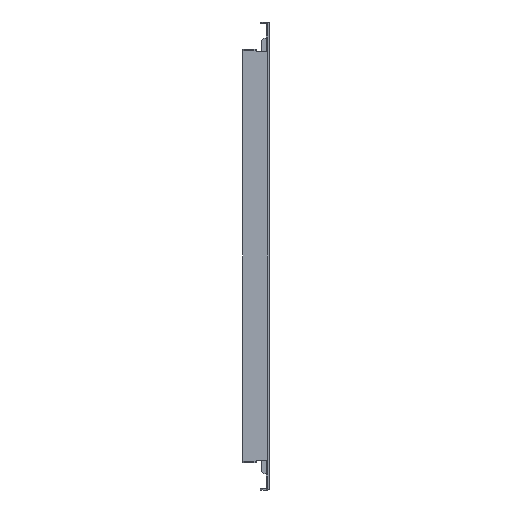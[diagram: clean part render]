
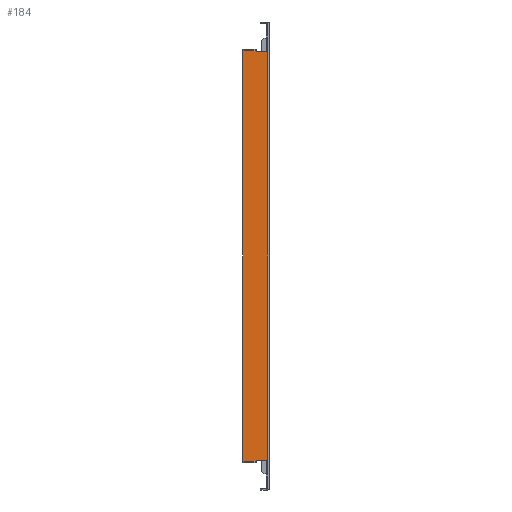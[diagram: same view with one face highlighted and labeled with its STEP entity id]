
A CAD part, left-side view. The second image highlights one B-rep face of the part: STEP entity #184.
In plain terms, the highlighted planar face has unit normal (-1, 0, 0).
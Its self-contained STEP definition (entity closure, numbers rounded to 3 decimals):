
#32 = CARTESIAN_POINT ( 'NONE',  ( -303.3, 1.5, 0. ) ) ;
#47 = VECTOR ( 'NONE', #2487, 1000. ) ;
#67 = LINE ( 'NONE', #323, #47 ) ;
#82 = DIRECTION ( 'NONE',  ( 0., 0., 1. ) ) ;
#83 = VERTEX_POINT ( 'NONE', #431 ) ;
#85 = VECTOR ( 'NONE', #1899, 1000. ) ;
#101 = VECTOR ( 'NONE', #489, 1000. ) ;
#184 = ADVANCED_FACE ( 'NONE', ( #1630 ), #1143, .F. ) ;
#282 = EDGE_CURVE ( 'NONE', #1883, #83, #1871, .T. ) ;
#323 = CARTESIAN_POINT ( 'NONE',  ( -303.3, 4., -239. ) ) ;
#384 = ORIENTED_EDGE ( 'NONE', *, *, #1288, .F. ) ;
#406 = VECTOR ( 'NONE', #2669, 1000. ) ;
#408 = CARTESIAN_POINT ( 'NONE',  ( -303.3, 14.7, 239. ) ) ;
#431 = CARTESIAN_POINT ( 'NONE',  ( -303.3, 14.7, 239. ) ) ;
#452 = DIRECTION ( 'NONE',  ( 0., -1., 0. ) ) ;
#487 = ORIENTED_EDGE ( 'NONE', *, *, #282, .T. ) ;
#489 = DIRECTION ( 'NONE',  ( 0., -1., 0. ) ) ;
#500 = VECTOR ( 'NONE', #82, 1000. ) ;
#573 = VECTOR ( 'NONE', #1144, 1000. ) ;
#594 = VECTOR ( 'NONE', #2200, 1000. ) ;
#608 = VERTEX_POINT ( 'NONE', #1407 ) ;
#676 = VECTOR ( 'NONE', #452, 1000. ) ;
#699 = ORIENTED_EDGE ( 'NONE', *, *, #2561, .T. ) ;
#749 = CARTESIAN_POINT ( 'NONE',  ( -303.3, 4., 239. ) ) ;
#762 = DIRECTION ( 'NONE',  ( 0., -1., 0. ) ) ;
#852 = LINE ( 'NONE', #1796, #573 ) ;
#894 = ORIENTED_EDGE ( 'NONE', *, *, #2257, .T. ) ;
#915 = DIRECTION ( 'NONE',  ( 0., 0., -1. ) ) ;
#930 = DIRECTION ( 'NONE',  ( 0., 1., 0. ) ) ;
#1042 = EDGE_CURVE ( 'NONE', #83, #2262, #2539, .T. ) ;
#1045 = VERTEX_POINT ( 'NONE', #2381 ) ;
#1049 = LINE ( 'NONE', #1994, #406 ) ;
#1072 = VECTOR ( 'NONE', #2574, 1000. ) ;
#1090 = ORIENTED_EDGE ( 'NONE', *, *, #1860, .T. ) ;
#1113 = DIRECTION ( 'NONE',  ( 1., 0., 0. ) ) ;
#1120 = VECTOR ( 'NONE', #762, 1000. ) ;
#1143 = PLANE ( 'NONE',  #2622 ) ;
#1144 = DIRECTION ( 'NONE',  ( 0., 0., -1. ) ) ;
#1149 = EDGE_CURVE ( 'NONE', #2049, #1045, #2142, .T. ) ;
#1162 = LINE ( 'NONE', #2107, #2966 ) ;
#1203 = VERTEX_POINT ( 'NONE', #1279 ) ;
#1243 = CARTESIAN_POINT ( 'NONE',  ( -303.3, 0., 239. ) ) ;
#1277 = ORIENTED_EDGE ( 'NONE', *, *, #1042, .T. ) ;
#1279 = CARTESIAN_POINT ( 'NONE',  ( -303.3, 30.5, -239. ) ) ;
#1288 = EDGE_CURVE ( 'NONE', #1883, #2207, #2894, .T. ) ;
#1320 = ORIENTED_EDGE ( 'NONE', *, *, #3033, .T. ) ;
#1373 = VERTEX_POINT ( 'NONE', #2960 ) ;
#1407 = CARTESIAN_POINT ( 'NONE',  ( -303.3, 30.5, 239. ) ) ;
#1488 = LINE ( 'NONE', #32, #500 ) ;
#1517 = CARTESIAN_POINT ( 'NONE',  ( -303.3, 14.7, -239. ) ) ;
#1570 = CARTESIAN_POINT ( 'NONE',  ( -303.3, 14.7, 240. ) ) ;
#1586 = EDGE_CURVE ( 'NONE', #2262, #2187, #1162, .T. ) ;
#1617 = ORIENTED_EDGE ( 'NONE', *, *, #2512, .T. ) ;
#1630 = FACE_OUTER_BOUND ( 'NONE', #1963, .T. ) ;
#1650 = CARTESIAN_POINT ( 'NONE',  ( -303.3, 30.5, 240. ) ) ;
#1651 = CARTESIAN_POINT ( 'NONE',  ( -303.3, 14.7, 0. ) ) ;
#1796 = CARTESIAN_POINT ( 'NONE',  ( -303.3, 30.5, -239. ) ) ;
#1860 = EDGE_CURVE ( 'NONE', #2049, #1865, #2867, .T. ) ;
#1865 = VERTEX_POINT ( 'NONE', #2371 ) ;
#1871 = LINE ( 'NONE', #2134, #85 ) ;
#1872 = CARTESIAN_POINT ( 'NONE',  ( -303.3, 0., -240. ) ) ;
#1883 = VERTEX_POINT ( 'NONE', #749 ) ;
#1886 = CARTESIAN_POINT ( 'NONE',  ( -303.3, 30.5, -240. ) ) ;
#1899 = DIRECTION ( 'NONE',  ( 0., 1., 0. ) ) ;
#1927 = ORIENTED_EDGE ( 'NONE', *, *, #1586, .T. ) ;
#1963 = EDGE_LOOP ( 'NONE', ( #1090, #699, #1320, #384, #487, #1277, #1927, #3001, #1617, #894, #2880, #2548 ) ) ;
#1994 = CARTESIAN_POINT ( 'NONE',  ( -303.3, 30.5, 0. ) ) ;
#2049 = VERTEX_POINT ( 'NONE', #1517 ) ;
#2090 = DIRECTION ( 'NONE',  ( 0., 1., 0. ) ) ;
#2107 = CARTESIAN_POINT ( 'NONE',  ( -303.3, 0., 240. ) ) ;
#2134 = CARTESIAN_POINT ( 'NONE',  ( -303.3, 0., 239. ) ) ;
#2142 = LINE ( 'NONE', #1651, #2858 ) ;
#2168 = LINE ( 'NONE', #2956, #594 ) ;
#2187 = VERTEX_POINT ( 'NONE', #1650 ) ;
#2200 = DIRECTION ( 'NONE',  ( 0., 0., -1. ) ) ;
#2207 = VERTEX_POINT ( 'NONE', #2614 ) ;
#2257 = EDGE_CURVE ( 'NONE', #1203, #2488, #852, .T. ) ;
#2262 = VERTEX_POINT ( 'NONE', #1570 ) ;
#2371 = CARTESIAN_POINT ( 'NONE',  ( -303.3, 4., -239. ) ) ;
#2381 = CARTESIAN_POINT ( 'NONE',  ( -303.3, 14.7, -240. ) ) ;
#2391 = EDGE_CURVE ( 'NONE', #2488, #1045, #2815, .T. ) ;
#2487 = DIRECTION ( 'NONE',  ( 0., -1., 0. ) ) ;
#2488 = VERTEX_POINT ( 'NONE', #1886 ) ;
#2512 = EDGE_CURVE ( 'NONE', #608, #1203, #2168, .T. ) ;
#2539 = LINE ( 'NONE', #408, #1072 ) ;
#2548 = ORIENTED_EDGE ( 'NONE', *, *, #1149, .F. ) ;
#2561 = EDGE_CURVE ( 'NONE', #1865, #1373, #67, .T. ) ;
#2574 = DIRECTION ( 'NONE',  ( 0., 0., 1. ) ) ;
#2614 = CARTESIAN_POINT ( 'NONE',  ( -303.3, 1.5, 239. ) ) ;
#2621 = CARTESIAN_POINT ( 'NONE',  ( -303.3, 0., -239. ) ) ;
#2622 = AXIS2_PLACEMENT_3D ( 'NONE', #3050, #1113, #2090 ) ;
#2669 = DIRECTION ( 'NONE',  ( 0., 0., 1. ) ) ;
#2815 = LINE ( 'NONE', #1872, #101 ) ;
#2858 = VECTOR ( 'NONE', #915, 1000. ) ;
#2867 = LINE ( 'NONE', #2621, #676 ) ;
#2880 = ORIENTED_EDGE ( 'NONE', *, *, #2391, .T. ) ;
#2894 = LINE ( 'NONE', #1243, #1120 ) ;
#2956 = CARTESIAN_POINT ( 'NONE',  ( -303.3, 30.5, 0. ) ) ;
#2960 = CARTESIAN_POINT ( 'NONE',  ( -303.3, 1.5, -239. ) ) ;
#2966 = VECTOR ( 'NONE', #930, 1000. ) ;
#3001 = ORIENTED_EDGE ( 'NONE', *, *, #3011, .F. ) ;
#3011 = EDGE_CURVE ( 'NONE', #608, #2187, #1049, .T. ) ;
#3033 = EDGE_CURVE ( 'NONE', #1373, #2207, #1488, .T. ) ;
#3050 = CARTESIAN_POINT ( 'NONE',  ( -303.3, 0., 0. ) ) ;
